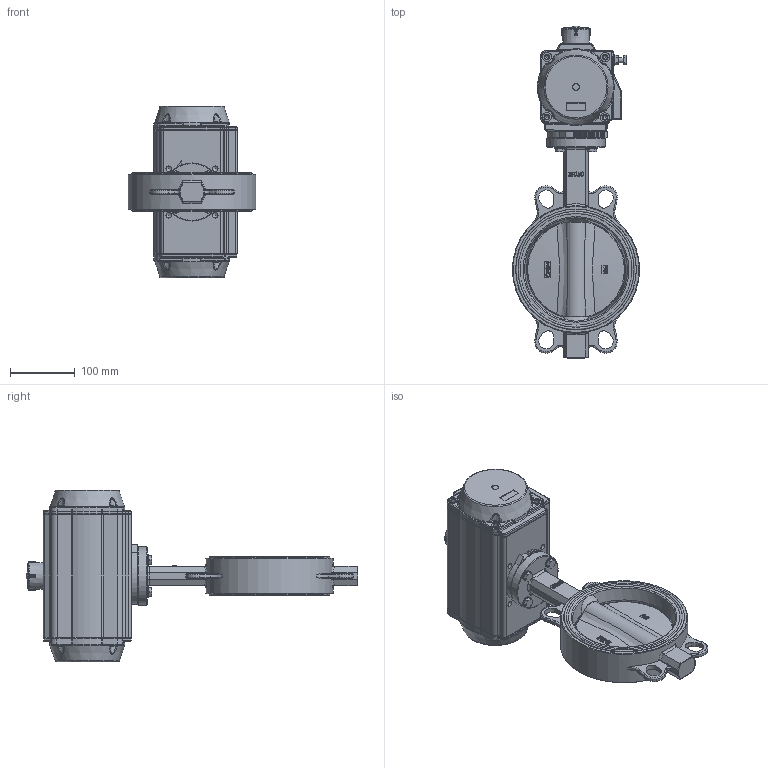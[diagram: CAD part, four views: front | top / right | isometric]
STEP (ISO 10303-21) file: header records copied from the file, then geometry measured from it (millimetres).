
FILE_DESCRIPTION(/* description */ ('Unknown'),/* implementation_level */ '2;1');
FILE_NAME(/* name */ 'PD07 5100_5110_5120-14',/* time_stamp */ '2025-04-01T09:11:59+02:00',/* author */ ('Unknown'),/* organization */ ('Unknown'),/* preprocessor_version */ 'ST-DEVELOPER v19.4',/* originating_system */ 'Solid Edge',/* authorisation */ 'Unknown');
FILE_SCHEMA (('AUTOMOTIVE_DESIGN {1 0 10303 214 3 1 1}'));
Products named in the file (23): PD07 5100_5110_5120-14; Raster DN40- DN150; WAFER-DN150; DN150概极; seat; disc; shaft1; shaft2; bushing1; DIN126-M8; DIN933_M8x45; PD07_PE06; VTE110埴詰; vt110左端盖（模具厂）_MIR; vt110-2016-06-25; VT110-2 活塞; zhou110; WUERTH 03228 hexagonal nut DIN 934  M8 A2 BLK_EDST; DIN 933 M8x35 A2-70 BLK_EDST; Optische Anzeige; ______; ________(___________; cup head nib bolts with large head gb_GB_FASTENER_BOLT_CHNBW M6X25-N
Assembly tree (37 placements, depth 4):
  PD07 5100_5110_5120-14
    Raster DN40- DN150
    WAFER-DN150
      DN150概极
      seat
      disc
      shaft1
      shaft2
      bushing1  x2
    DIN126-M8  x4
    DIN933_M8x45  x4
    PD07_PE06
      VTE110埴詰
      vt110左端盖（模具厂）_MIR
      vt110-2016-06-25
      VT110-2 活塞  x2
      zhou110
      DIN126-M8  x2
      WUERTH 03228 hexagonal nut DIN 934  M8 A2 BLK_EDST  x2
      DIN 933 M8x35 A2-70 BLK_EDST  x2
      Optische Anzeige
        ______
        ________(___________  x4
        cup head nib bolts with large head gb_GB_FASTENER_BOLT_CHNBW M6X25-N
Bounding box: 197 x 513.8 x 266 mm (x, y, z)
Volume: 3171236.6 mm3; surface area: 830793.8 mm2
Topology: 34 solids, 34 shells, 3493 faces, 8705 edges, 5404 vertices
Faces by surface type: plane 1134, cylinder 944, bspline 699, torus 398, cone 271, sphere 47
Full cylindrical faces by diameter (mm): 3 x16, 3.3 x8, 4.134 x8, 4.66 x1, 4.917 x1, 5 x1, 6 x2, 6.2 x1, 6.647 x14, 6.8 x8, 8 x6, 8.376 x6, 9 x6, 10 x4, 11.445 x2, 13 x4, 13.09 x1, 14 x8, 15 x3, 15.92 x2, 16 x6, 16.2 x1, 16.4 x1, 18.7 x1, 18.92 x3, 19.1 x2, 19.2 x2, 20 x4, 20.5 x1, 22 x2
Entity records: 110082 total; most frequent: CARTESIAN_POINT 48287, ORIENTED_EDGE 13282, DIRECTION 11051, EDGE_CURVE 6641, VERTEX_POINT 4337, AXIS2_PLACEMENT_3D 4250, FACE_BOUND 3380, EDGE_LOOP 3358
